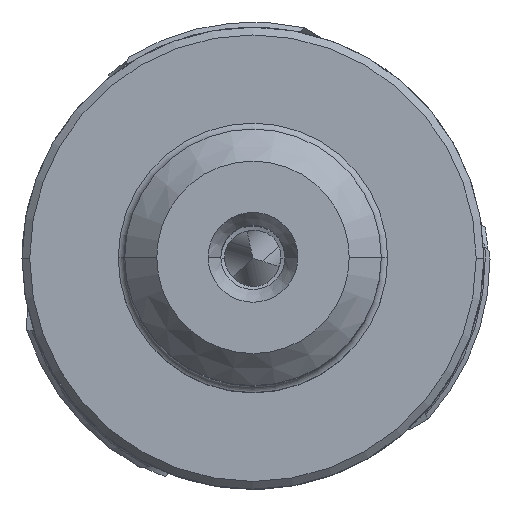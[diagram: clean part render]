
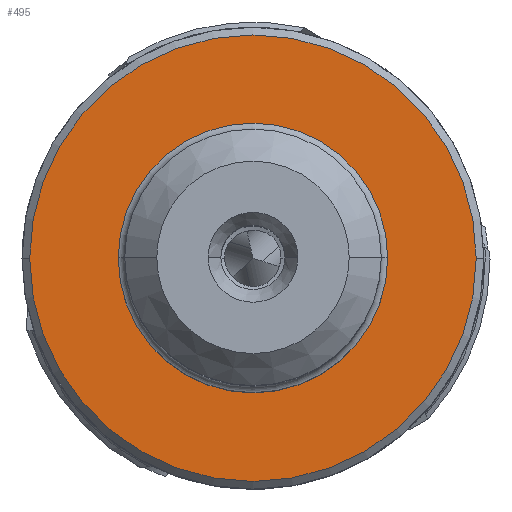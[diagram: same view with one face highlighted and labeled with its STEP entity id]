
A CAD part, top view. The second image highlights one B-rep face of the part: STEP entity #495.
In plain terms, the highlighted planar face has unit normal (0, 0, 1).
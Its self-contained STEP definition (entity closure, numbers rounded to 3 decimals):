
#146=FACE_BOUND('',#1150,.T.);
#147=FACE_BOUND('',#1151,.T.);
#495=ADVANCED_FACE('',(#146,#147),#666,.T.);
#666=PLANE('',#6144);
#1150=EDGE_LOOP('',(#3039,#3040));
#1151=EDGE_LOOP('',(#3041,#3042));
#1770=CIRCLE('',#6137,5.25);
#1772=CIRCLE('',#6140,5.25);
#1773=CIRCLE('',#6142,8.7);
#1774=CIRCLE('',#6143,8.7);
#3039=ORIENTED_EDGE('',*,*,#4795,.F.);
#3040=ORIENTED_EDGE('',*,*,#4796,.F.);
#3041=ORIENTED_EDGE('',*,*,#4794,.F.);
#3042=ORIENTED_EDGE('',*,*,#4792,.F.);
#4030=VERTEX_POINT('',#11607);
#4031=VERTEX_POINT('',#11609);
#4032=VERTEX_POINT('',#11615);
#4033=VERTEX_POINT('',#11616);
#4792=EDGE_CURVE('',#4030,#4031,#1770,.T.);
#4794=EDGE_CURVE('',#4031,#4030,#1772,.T.);
#4795=EDGE_CURVE('',#4032,#4033,#1773,.T.);
#4796=EDGE_CURVE('',#4033,#4032,#1774,.T.);
#6137=AXIS2_PLACEMENT_3D('',#11608,#7368,#7369);
#6140=AXIS2_PLACEMENT_3D('',#11612,#7374,#7375);
#6142=AXIS2_PLACEMENT_3D('',#11614,#7378,#7379);
#6143=AXIS2_PLACEMENT_3D('',#11617,#7380,#7381);
#6144=AXIS2_PLACEMENT_3D('',#11618,#7382,#7383);
#7368=DIRECTION('',(0.,0.,1.));
#7369=DIRECTION('',(-1.,0.,0.));
#7374=DIRECTION('',(0.,0.,1.));
#7375=DIRECTION('',(1.,0.,0.));
#7378=DIRECTION('',(0.,0.,-1.));
#7379=DIRECTION('',(1.,0.,0.));
#7380=DIRECTION('',(0.,0.,-1.));
#7381=DIRECTION('',(-1.,0.,0.));
#7382=DIRECTION('',(0.,0.,1.));
#7383=DIRECTION('',(1.,0.,0.));
#11607=CARTESIAN_POINT('',(-5.25,0.,0.));
#11608=CARTESIAN_POINT('',(0.,0.,0.));
#11609=CARTESIAN_POINT('',(5.25,0.,0.));
#11612=CARTESIAN_POINT('',(0.,0.,0.));
#11614=CARTESIAN_POINT('',(0.,0.,0.));
#11615=CARTESIAN_POINT('',(8.7,0.,0.));
#11616=CARTESIAN_POINT('',(-8.7,0.,0.));
#11617=CARTESIAN_POINT('',(0.,0.,0.));
#11618=CARTESIAN_POINT('',(0.,0.,0.));
